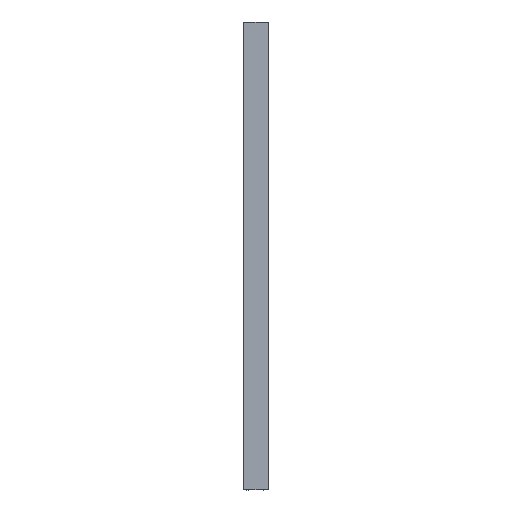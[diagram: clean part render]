
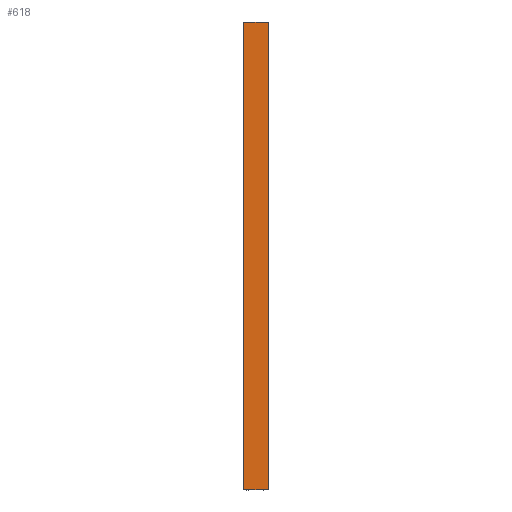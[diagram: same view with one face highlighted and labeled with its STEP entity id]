
A CAD part, left-side view. The second image highlights one B-rep face of the part: STEP entity #618.
In plain terms, the highlighted planar face has unit normal (-1, 0, 0).
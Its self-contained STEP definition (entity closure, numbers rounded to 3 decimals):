
#31 = DIRECTION ( 'NONE',  ( -1., 0., 0. ) ) ;
#39 = CARTESIAN_POINT ( 'NONE',  ( 0., -52., 0. ) ) ;
#105 = VERTEX_POINT ( 'NONE', #696 ) ;
#106 = EDGE_CURVE ( 'NONE', #1041, #1594, #722, .T. ) ;
#111 = EDGE_CURVE ( 'NONE', #1594, #985, #716, .T. ) ;
#144 = DIRECTION ( 'NONE',  ( 0., 1., 0. ) ) ;
#285 = VECTOR ( 'NONE', #144, 1000. ) ;
#337 = DIRECTION ( 'NONE',  ( 0., 0., 1. ) ) ;
#548 = DIRECTION ( 'NONE',  ( 0., 0., -1. ) ) ;
#555 = CARTESIAN_POINT ( 'NONE',  ( 0., 52., 2000. ) ) ;
#618 = ADVANCED_FACE ( 'NONE', ( #1654 ), #681, .T. ) ;
#632 = ORIENTED_EDGE ( 'NONE', *, *, #111, .F. ) ;
#681 = PLANE ( 'NONE',  #992 ) ;
#696 = CARTESIAN_POINT ( 'NONE',  ( 0., 52., 2000. ) ) ;
#716 = LINE ( 'NONE', #876, #285 ) ;
#722 = LINE ( 'NONE', #805, #739 ) ;
#739 = VECTOR ( 'NONE', #809, 1000. ) ;
#797 = EDGE_CURVE ( 'NONE', #105, #985, #859, .T. ) ;
#805 = CARTESIAN_POINT ( 'NONE',  ( 0., -52., 2000. ) ) ;
#809 = DIRECTION ( 'NONE',  ( 0., 0., -1. ) ) ;
#859 = LINE ( 'NONE', #555, #1058 ) ;
#876 = CARTESIAN_POINT ( 'NONE',  ( 0., -52., 0. ) ) ;
#985 = VERTEX_POINT ( 'NONE', #986 ) ;
#986 = CARTESIAN_POINT ( 'NONE',  ( 0., 52., 0. ) ) ;
#992 = AXIS2_PLACEMENT_3D ( 'NONE', #2130, #31, #337 ) ;
#1018 = EDGE_LOOP ( 'NONE', ( #632, #1477, #1339, #2155 ) ) ;
#1041 = VERTEX_POINT ( 'NONE', #1757 ) ;
#1058 = VECTOR ( 'NONE', #548, 1000. ) ;
#1339 = ORIENTED_EDGE ( 'NONE', *, *, #1501, .T. ) ;
#1344 = DIRECTION ( 'NONE',  ( 0., 1., 0. ) ) ;
#1353 = CARTESIAN_POINT ( 'NONE',  ( 0., -52., 2000. ) ) ;
#1477 = ORIENTED_EDGE ( 'NONE', *, *, #106, .F. ) ;
#1501 = EDGE_CURVE ( 'NONE', #1041, #105, #1690, .T. ) ;
#1594 = VERTEX_POINT ( 'NONE', #39 ) ;
#1654 = FACE_OUTER_BOUND ( 'NONE', #1018, .T. ) ;
#1690 = LINE ( 'NONE', #1353, #2054 ) ;
#1757 = CARTESIAN_POINT ( 'NONE',  ( 0., -52., 2000. ) ) ;
#2054 = VECTOR ( 'NONE', #1344, 1000. ) ;
#2130 = CARTESIAN_POINT ( 'NONE',  ( 0., -52., 2000. ) ) ;
#2155 = ORIENTED_EDGE ( 'NONE', *, *, #797, .T. ) ;
